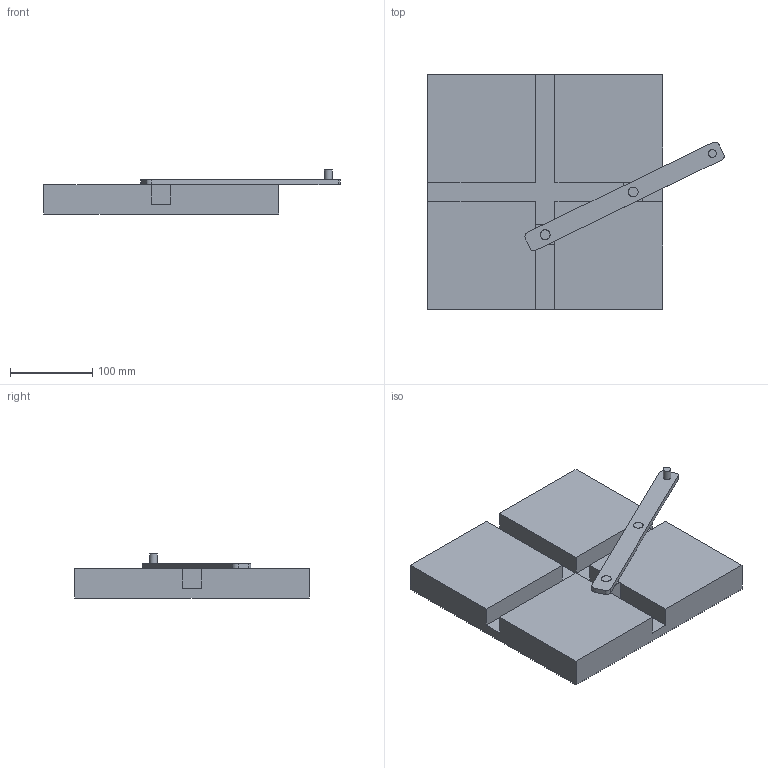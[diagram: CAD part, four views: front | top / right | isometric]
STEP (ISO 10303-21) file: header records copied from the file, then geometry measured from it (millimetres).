
FILE_DESCRIPTION(('FreeCAD Model'),'2;1');
FILE_NAME('Open CASCADE Shape Model','2025-05-09T11:05:08',('FreeCAD'),( 'FreeCAD'),'Open CASCADE STEP processor 7.6','FreeCAD','Unknown');
FILE_SCHEMA(('AUTOMOTIVE_DESIGN { 1 0 10303 214 1 1 1 1 }'));
Length unit declared in the file: millimetre
Products named in the file (1): Open CASCADE STEP translator 7.6 1
Bounding box: 360.14 x 285.28 x 53.49 mm (x, y, z)
Volume: 2657690.2 mm3; surface area: 249376.5 mm2
Topology: 4 solids, 4 shells, 48 faces, 111 edges, 74 vertices
Faces by surface type: bspline 48
Entity records: 1345 total; most frequent: CARTESIAN_POINT 625, ORIENTED_EDGE 222, EDGE_CURVE 111, B_SPLINE_CURVE_WITH_KNOTS 93, VERTEX_POINT 74, FACE_BOUND 55, EDGE_LOOP 55, ADVANCED_FACE 48
